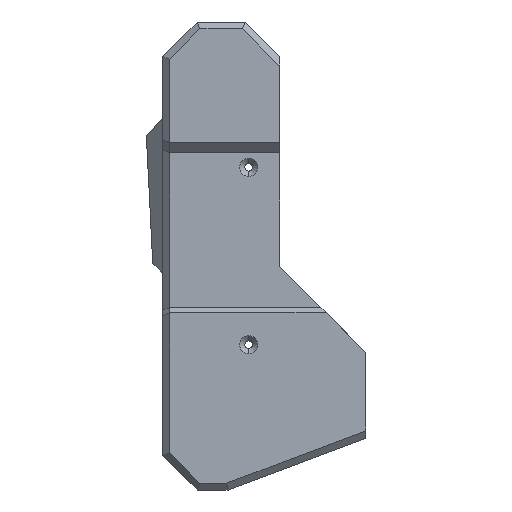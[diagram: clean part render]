
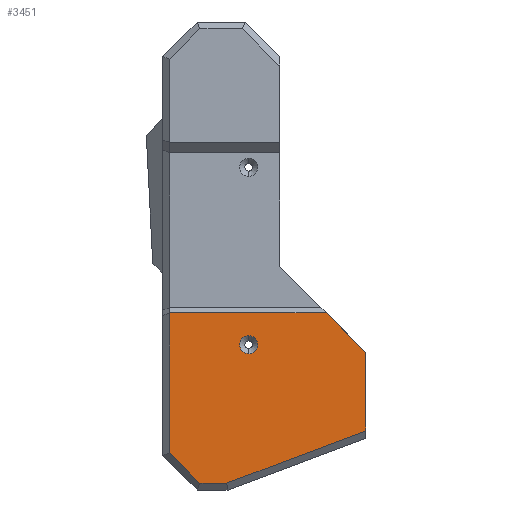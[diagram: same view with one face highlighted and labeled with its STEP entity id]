
A CAD part, left-side view. The second image highlights one B-rep face of the part: STEP entity #3451.
In plain terms, the highlighted planar face has unit normal (-1, 0, 0).
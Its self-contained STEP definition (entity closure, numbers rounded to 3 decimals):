
#504=DIRECTION('',(0.,0.,-1.));
#505=VECTOR('',#504,22.864);
#506=CARTESIAN_POINT('',(-25.5,-42.,-28.));
#507=LINE('',#506,#505);
#1092=DIRECTION('',(0.,-0.707,-0.707));
#1093=VECTOR('',#1092,16.263);
#1094=CARTESIAN_POINT('',(-25.5,-30.5,-16.5));
#1095=LINE('',#1094,#1093);
#1096=DIRECTION('',(0.,-0.936,0.351));
#1097=VECTOR('',#1096,43.107);
#1098=CARTESIAN_POINT('',(-25.5,-1.637,-66.));
#1099=LINE('',#1098,#1097);
#1100=DIRECTION('',(0.,1.,0.));
#1101=VECTOR('',#1100,7.809);
#1102=CARTESIAN_POINT('',(-25.5,-1.637,-66.));
#1103=LINE('',#1102,#1101);
#1104=DIRECTION('',(0.,0.707,0.707));
#1105=VECTOR('',#1104,12.485);
#1106=CARTESIAN_POINT('',(-25.5,6.172,-66.));
#1107=LINE('',#1106,#1105);
#1108=DIRECTION('',(0.,0.,1.));
#1109=VECTOR('',#1108,40.672);
#1110=CARTESIAN_POINT('',(-25.5,15.,-57.172));
#1111=LINE('',#1110,#1109);
#1112=DIRECTION('',(0.,-1.,0.));
#1113=VECTOR('',#1112,45.5);
#1114=CARTESIAN_POINT('',(-25.5,15.,-16.5));
#1115=LINE('',#1114,#1113);
#1116=CARTESIAN_POINT('',(-25.5,-8.,-25.78));
#1117=DIRECTION('',(1.,0.,0.));
#1118=DIRECTION('',(0.,0.,-1.));
#1119=AXIS2_PLACEMENT_3D('',#1116,#1117,#1118);
#1121=CARTESIAN_POINT('',(-25.5,-8.,-25.78));
#1122=DIRECTION('',(1.,0.,0.));
#1123=DIRECTION('',(0.,0.,1.));
#1124=AXIS2_PLACEMENT_3D('',#1121,#1122,#1123);
#1572=CARTESIAN_POINT('',(-25.5,15.,-16.5));
#1573=VERTEX_POINT('',#1572);
#1576=CARTESIAN_POINT('',(-25.5,15.,-57.172));
#1577=VERTEX_POINT('',#1576);
#1770=CARTESIAN_POINT('',(-25.5,-42.,-50.864));
#1772=VERTEX_POINT('',#1770);
#1776=CARTESIAN_POINT('',(-25.5,-1.637,-66.));
#1777=VERTEX_POINT('',#1776);
#1779=CARTESIAN_POINT('',(-25.5,6.172,-66.));
#1781=VERTEX_POINT('',#1779);
#1818=CARTESIAN_POINT('',(-25.5,-30.5,-16.5));
#1820=VERTEX_POINT('',#1818);
#1824=CARTESIAN_POINT('',(-25.5,-42.,-28.));
#1825=VERTEX_POINT('',#1824);
#1926=CARTESIAN_POINT('',(-25.5,-8.,-28.38));
#1927=CARTESIAN_POINT('',(-25.5,-8.,-23.18));
#1928=VERTEX_POINT('',#1926);
#1929=VERTEX_POINT('',#1927);
#3430=CARTESIAN_POINT('',(-25.5,17.,-10.));
#3431=DIRECTION('',(1.,0.,0.));
#3432=DIRECTION('',(0.,0.,-1.));
#3433=AXIS2_PLACEMENT_3D('',#3430,#3431,#3432);
#3434=PLANE('',#3433);
#3435=ORIENTED_EDGE('',*,*,#2094,.T.);
#3436=ORIENTED_EDGE('',*,*,#2526,.T.);
#3438=ORIENTED_EDGE('',*,*,#3437,.F.);
#3439=ORIENTED_EDGE('',*,*,#3319,.T.);
#3440=ORIENTED_EDGE('',*,*,#3337,.T.);
#3441=ORIENTED_EDGE('',*,*,#3362,.T.);
#3442=ORIENTED_EDGE('',*,*,#3423,.T.);
#3443=EDGE_LOOP('',(#3435,#3436,#3438,#3439,#3440,#3441,#3442));
#3444=FACE_OUTER_BOUND('',#3443,.F.);
#3446=ORIENTED_EDGE('',*,*,#3445,.F.);
#3448=ORIENTED_EDGE('',*,*,#3447,.F.);
#3449=EDGE_LOOP('',(#3446,#3448));
#3450=FACE_BOUND('',#3449,.F.);
#1120=CIRCLE('',#1119,2.6);
#1125=CIRCLE('',#1124,2.6);
#2094=EDGE_CURVE('',#1820,#1825,#1095,.T.);
#2526=EDGE_CURVE('',#1825,#1772,#507,.T.);
#3319=EDGE_CURVE('',#1777,#1781,#1103,.T.);
#3337=EDGE_CURVE('',#1781,#1577,#1107,.T.);
#3362=EDGE_CURVE('',#1577,#1573,#1111,.T.);
#3423=EDGE_CURVE('',#1573,#1820,#1115,.T.);
#3437=EDGE_CURVE('',#1777,#1772,#1099,.T.);
#3445=EDGE_CURVE('',#1928,#1929,#1120,.T.);
#3447=EDGE_CURVE('',#1929,#1928,#1125,.T.);
#3451=ADVANCED_FACE('',(#3444,#3450),#3434,.F.);
